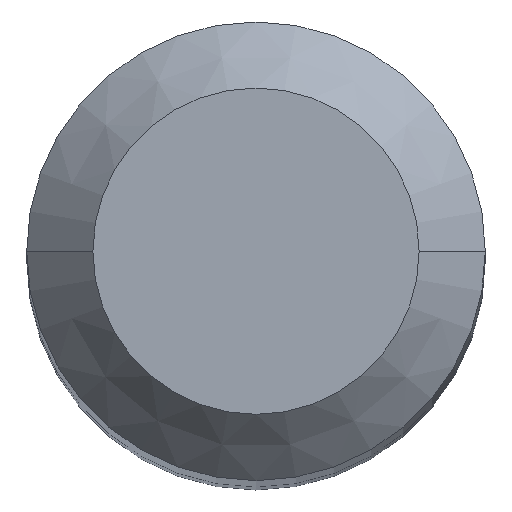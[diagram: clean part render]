
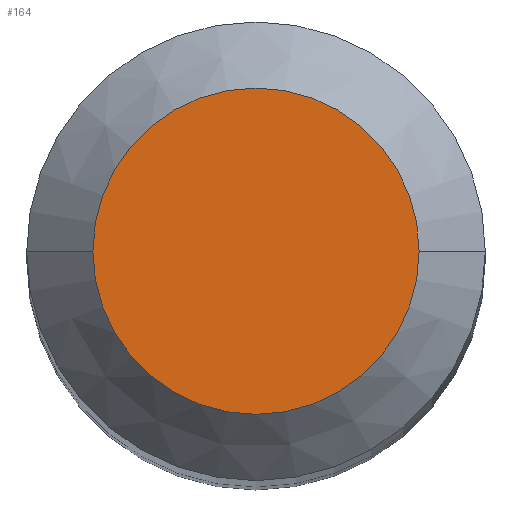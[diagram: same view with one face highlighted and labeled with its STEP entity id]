
A CAD part, top view. The second image highlights one B-rep face of the part: STEP entity #164.
In plain terms, the highlighted planar face has unit normal (0, 0, 1).
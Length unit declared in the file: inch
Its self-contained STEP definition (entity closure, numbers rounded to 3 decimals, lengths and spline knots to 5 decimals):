
#31 = ORIENTED_EDGE ( 'NONE', *, *, #383, .T. ) ;
#35 = DIRECTION ( 'NONE',  ( 0., 0., 1. ) ) ;
#40 = DIRECTION ( 'NONE',  ( 0., 0., 1. ) ) ;
#43 = AXIS2_PLACEMENT_3D ( 'NONE', #382, #86, #333 ) ;
#46 = CARTESIAN_POINT ( 'NONE',  ( 0.077, 0., 0. ) ) ;
#75 = ORIENTED_EDGE ( 'NONE', *, *, #89, .T. ) ;
#82 = FACE_OUTER_BOUND ( 'NONE', #114, .T. ) ;
#86 = DIRECTION ( 'NONE',  ( 0., 0., -1. ) ) ;
#89 = EDGE_CURVE ( 'NONE', #233, #239, #276, .T. ) ;
#114 = EDGE_LOOP ( 'NONE', ( #31, #75 ) ) ;
#164 = ADVANCED_FACE ( 'NONE', ( #82 ), #389, .F. ) ;
#189 = CARTESIAN_POINT ( 'NONE',  ( 0., 0., 0. ) ) ;
#233 = VERTEX_POINT ( 'NONE', #46 ) ;
#239 = VERTEX_POINT ( 'NONE', #370 ) ;
#245 = CARTESIAN_POINT ( 'NONE',  ( 0., 0., 0. ) ) ;
#276 = CIRCLE ( 'NONE', #349, 0.077 ) ;
#287 = CIRCLE ( 'NONE', #377, 0.077 ) ;
#302 = DIRECTION ( 'NONE',  ( 1., 0., 0. ) ) ;
#333 = DIRECTION ( 'NONE',  ( -1., 0., 0. ) ) ;
#349 = AXIS2_PLACEMENT_3D ( 'NONE', #245, #35, #302 ) ;
#370 = CARTESIAN_POINT ( 'NONE',  ( -0.077, 0., 0. ) ) ;
#377 = AXIS2_PLACEMENT_3D ( 'NONE', #189, #40, #385 ) ;
#382 = CARTESIAN_POINT ( 'NONE',  ( 0., 0., 0. ) ) ;
#383 = EDGE_CURVE ( 'NONE', #239, #233, #287, .T. ) ;
#385 = DIRECTION ( 'NONE',  ( 1., 0., 0. ) ) ;
#389 = PLANE ( 'NONE',  #43 ) ;
